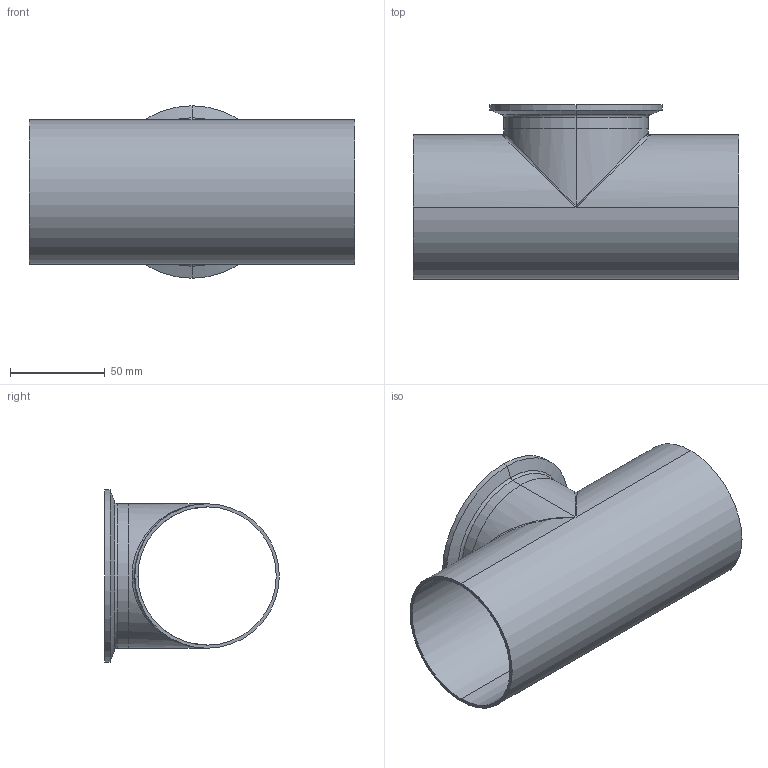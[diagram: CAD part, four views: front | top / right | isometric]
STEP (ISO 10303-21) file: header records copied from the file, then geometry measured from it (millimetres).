
FILE_DESCRIPTION (( 'STEP AP214' ), '1' );
FILE_NAME ('DT15 76.2 B.STEP', '2014-03-17T02:16:46', ( '' ), ( '' ), 'SwSTEP 2.0', 'SolidWorks 2013', '' );
FILE_SCHEMA (( 'AUTOMOTIVE_DESIGN' ));
Length unit declared in the file: inch
Products named in the file (3): DT15 76.2; DT15 76.2 B; 15 76.2
Assembly tree (2 placements, depth 2):
  DT15 76.2 B
    DT15 76.2
    15 76.2
Bounding box: 171.4 x 92.1 x 90.91 mm (x, y, z)
Volume: 75748.6 mm3; surface area: 88840.7 mm2
Topology: 2 solids, 2 shells, 42 faces, 90 edges, 44 vertices
Faces by surface type: cylinder 16, torus 10, plane 6, cone 6, bspline 4
Entity records: 1584 total; most frequent: CARTESIAN_POINT 601, DIRECTION 210, ORIENTED_EDGE 164, AXIS2_PLACEMENT_3D 93, EDGE_CURVE 82, CIRCLE 50, EDGE_LOOP 48, VERTEX_POINT 44
